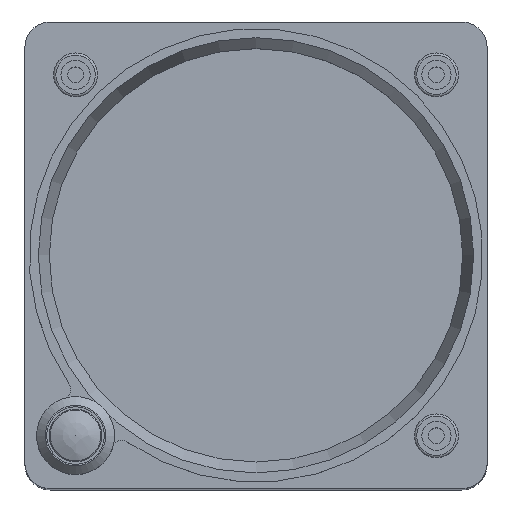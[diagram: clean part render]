
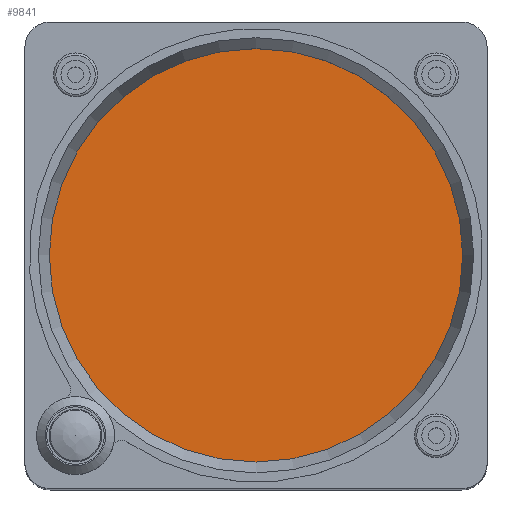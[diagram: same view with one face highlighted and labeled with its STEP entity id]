
A CAD part, top view. The second image highlights one B-rep face of the part: STEP entity #9841.
In plain terms, the highlighted planar face has unit normal (0, 0, 1).
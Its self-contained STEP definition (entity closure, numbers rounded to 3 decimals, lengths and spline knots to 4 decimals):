
#771=PLANE('',#10940);
#1311=FACE_OUTER_BOUND('',#1890,.T.);
#1890=EDGE_LOOP('',(#9074));
#3813=CIRCLE('',#10938,1.4175);
#4769=VERTEX_POINT('',#37647);
#6203=EDGE_CURVE('',#4769,#4769,#3813,.T.);
#9074=ORIENTED_EDGE('',*,*,#6203,.T.);
#9841=ADVANCED_FACE('',(#1311),#771,.T.);
#10938=AXIS2_PLACEMENT_3D('',#37648,#13601,#13602);
#10940=AXIS2_PLACEMENT_3D('',#37652,#13606,#13607);
#13601=DIRECTION('center_axis',(0.,0.,1.));
#13602=DIRECTION('ref_axis',(-1.,0.,0.));
#13606=DIRECTION('center_axis',(0.,0.,1.));
#13607=DIRECTION('ref_axis',(-1.,0.,0.));
#37647=CARTESIAN_POINT('',(1.4175,0.,5.1875));
#37648=CARTESIAN_POINT('Origin',(0.,0.,5.1875));
#37652=CARTESIAN_POINT('Origin',(0.,0.,5.1875));
